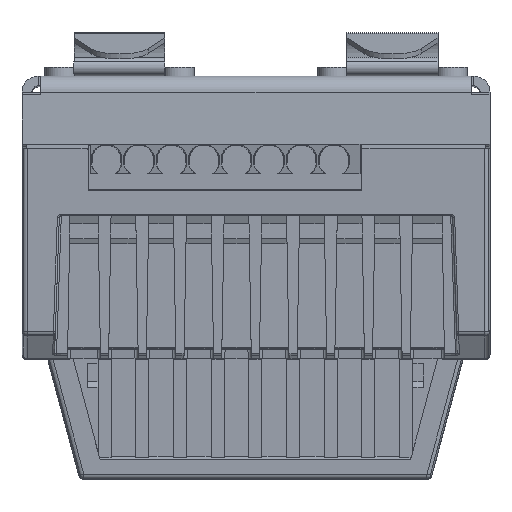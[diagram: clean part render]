
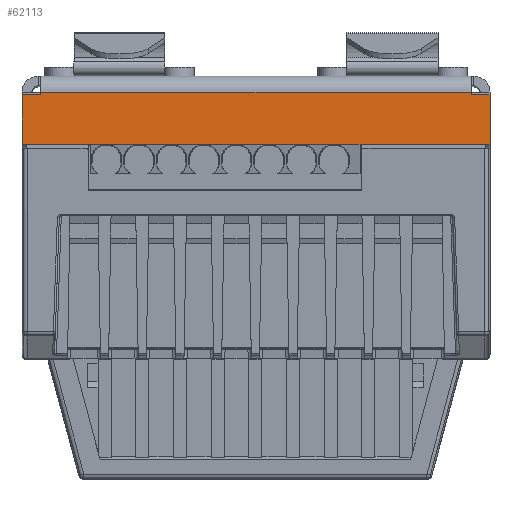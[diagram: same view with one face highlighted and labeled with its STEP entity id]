
A CAD part, top view. The second image highlights one B-rep face of the part: STEP entity #62113.
In plain terms, the highlighted planar face has unit normal (0, 0, 1).
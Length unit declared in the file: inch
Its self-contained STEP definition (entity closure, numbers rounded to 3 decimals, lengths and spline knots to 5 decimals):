
#3040 = DIRECTION ( 'NONE',  ( -1., 0., 0. ) ) ;
#3215 = DIRECTION ( 'NONE',  ( 0., -1., 0. ) ) ;
#4088 = DIRECTION ( 'NONE',  ( 0., -1., 0. ) ) ;
#4890 = EDGE_CURVE ( 'NONE', #13476, #72759, #71280, .T. ) ;
#7821 = ORIENTED_EDGE ( 'NONE', *, *, #94518, .F. ) ;
#10123 = VECTOR ( 'NONE', #4088, 39.37008 ) ;
#11898 = EDGE_CURVE ( 'NONE', #117420, #112346, #146023, .T. ) ;
#12901 = CARTESIAN_POINT ( 'NONE',  ( 1.66664, 0.79905, 2.1378 ) ) ;
#13476 = VERTEX_POINT ( 'NONE', #23555 ) ;
#18885 = LINE ( 'NONE', #122766, #136794 ) ;
#23555 = CARTESIAN_POINT ( 'NONE',  ( -1.05482, 0.79905, 2.1378 ) ) ;
#24564 = DIRECTION ( 'NONE',  ( 0., 1., 0. ) ) ;
#24859 = CARTESIAN_POINT ( 'NONE',  ( 1.55345, 0.79905, 2.1378 ) ) ;
#36991 = VECTOR ( 'NONE', #3215, 39.37008 ) ;
#42101 = CARTESIAN_POINT ( 'NONE',  ( 1.66664, 0.49886, 2.1378 ) ) ;
#45071 = EDGE_CURVE ( 'NONE', #96578, #13476, #109527, .T. ) ;
#45408 = DIRECTION ( 'NONE',  ( 0., -1., 0. ) ) ;
#49017 = AXIS2_PLACEMENT_3D ( 'NONE', #119484, #126577, #45408 ) ;
#49223 = CARTESIAN_POINT ( 'NONE',  ( 1.55345, 1.20752, 2.1378 ) ) ;
#50093 = CARTESIAN_POINT ( 'NONE',  ( -1.16801, 0.49886, 2.1378 ) ) ;
#51017 = VERTEX_POINT ( 'NONE', #24859 ) ;
#54502 = DIRECTION ( 'NONE',  ( 1., 0., 0. ) ) ;
#55740 = ORIENTED_EDGE ( 'NONE', *, *, #93187, .T. ) ;
#60503 = VECTOR ( 'NONE', #3040, 39.37008 ) ;
#62113 = ADVANCED_FACE ( 'NONE', ( #103078 ), #148583, .F. ) ;
#62467 = CARTESIAN_POINT ( 'NONE',  ( -1.05482, 1.20752, 2.1378 ) ) ;
#63935 = VECTOR ( 'NONE', #71970, 39.37008 ) ;
#64124 = EDGE_CURVE ( 'NONE', #72759, #123770, #118485, .T. ) ;
#67845 = ORIENTED_EDGE ( 'NONE', *, *, #101381, .F. ) ;
#69549 = CARTESIAN_POINT ( 'NONE',  ( 1.55345, 0.81382, 2.1378 ) ) ;
#71280 = LINE ( 'NONE', #12901, #144097 ) ;
#71970 = DIRECTION ( 'NONE',  ( 0., 1., 0. ) ) ;
#72759 = VERTEX_POINT ( 'NONE', #109463 ) ;
#78114 = CARTESIAN_POINT ( 'NONE',  ( -1.05482, 0.81382, 2.1378 ) ) ;
#81218 = ORIENTED_EDGE ( 'NONE', *, *, #11898, .T. ) ;
#83413 = CARTESIAN_POINT ( 'NONE',  ( 1.66664, 0.49886, 2.1378 ) ) ;
#84851 = ORIENTED_EDGE ( 'NONE', *, *, #4890, .T. ) ;
#85812 = EDGE_LOOP ( 'NONE', ( #55740, #144280, #106406, #84851, #89931, #67845, #81218, #7821 ) ) ;
#89931 = ORIENTED_EDGE ( 'NONE', *, *, #64124, .T. ) ;
#93187 = EDGE_CURVE ( 'NONE', #51017, #141335, #106131, .T. ) ;
#94518 = EDGE_CURVE ( 'NONE', #51017, #112346, #18885, .T. ) ;
#96578 = VERTEX_POINT ( 'NONE', #78114 ) ;
#96863 = EDGE_CURVE ( 'NONE', #141335, #96578, #135551, .T. ) ;
#101381 = EDGE_CURVE ( 'NONE', #117420, #123770, #105454, .T. ) ;
#103078 = FACE_OUTER_BOUND ( 'NONE', #85812, .T. ) ;
#104137 = CARTESIAN_POINT ( 'NONE',  ( -1.16801, 0.79905, 2.1378 ) ) ;
#105454 = LINE ( 'NONE', #83413, #60503 ) ;
#106131 = LINE ( 'NONE', #49223, #63935 ) ;
#106406 = ORIENTED_EDGE ( 'NONE', *, *, #45071, .T. ) ;
#109463 = CARTESIAN_POINT ( 'NONE',  ( -1.16801, 0.79905, 2.1378 ) ) ;
#109527 = LINE ( 'NONE', #62467, #10123 ) ;
#110713 = VECTOR ( 'NONE', #112810, 39.37008 ) ;
#112092 = CARTESIAN_POINT ( 'NONE',  ( 1.66664, 0.81382, 2.1378 ) ) ;
#112346 = VERTEX_POINT ( 'NONE', #135220 ) ;
#112810 = DIRECTION ( 'NONE',  ( -1., 0., 0. ) ) ;
#117420 = VERTEX_POINT ( 'NONE', #137592 ) ;
#117546 = DIRECTION ( 'NONE',  ( -1., 0., 0. ) ) ;
#118485 = LINE ( 'NONE', #104137, #36991 ) ;
#119484 = CARTESIAN_POINT ( 'NONE',  ( 1.66664, 1.20752, 2.1378 ) ) ;
#122766 = CARTESIAN_POINT ( 'NONE',  ( 1.66664, 0.79905, 2.1378 ) ) ;
#123770 = VERTEX_POINT ( 'NONE', #50093 ) ;
#126577 = DIRECTION ( 'NONE',  ( 0., 0., -1. ) ) ;
#135220 = CARTESIAN_POINT ( 'NONE',  ( 1.66664, 0.79905, 2.1378 ) ) ;
#135551 = LINE ( 'NONE', #112092, #110713 ) ;
#136794 = VECTOR ( 'NONE', #54502, 39.37008 ) ;
#137592 = CARTESIAN_POINT ( 'NONE',  ( 1.66664, 0.49886, 2.1378 ) ) ;
#137643 = VECTOR ( 'NONE', #24564, 39.37008 ) ;
#141335 = VERTEX_POINT ( 'NONE', #69549 ) ;
#144097 = VECTOR ( 'NONE', #117546, 39.37008 ) ;
#144280 = ORIENTED_EDGE ( 'NONE', *, *, #96863, .T. ) ;
#146023 = LINE ( 'NONE', #42101, #137643 ) ;
#148583 = PLANE ( 'NONE',  #49017 ) ;
